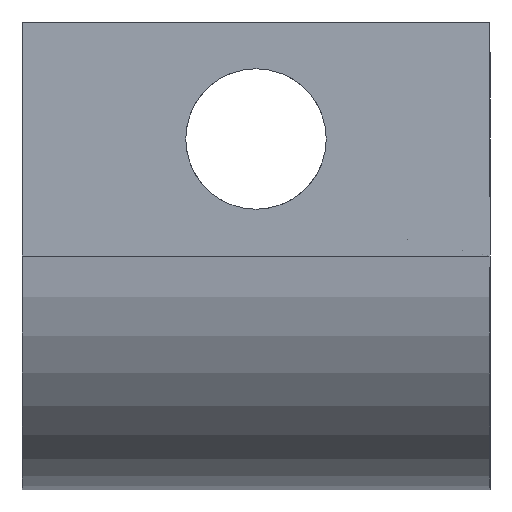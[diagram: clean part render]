
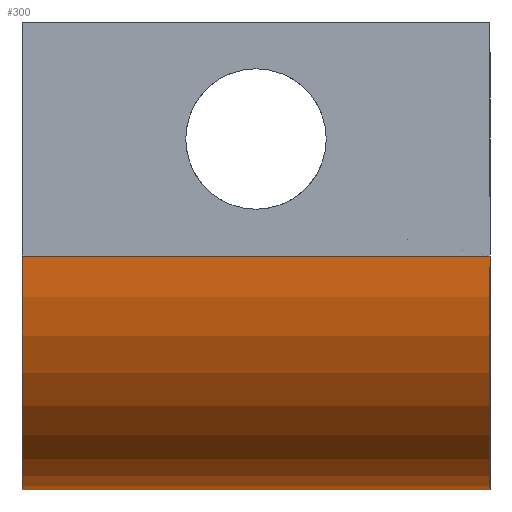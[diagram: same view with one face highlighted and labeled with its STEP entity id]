
A CAD part, front view. The second image highlights one B-rep face of the part: STEP entity #300.
In plain terms, the highlighted cylindrical face has radius 5 mm (diameter 10 mm), a partial arc.
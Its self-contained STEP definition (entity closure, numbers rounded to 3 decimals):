
#8 = VERTEX_POINT ( 'NONE', #422 ) ;
#16 = CARTESIAN_POINT ( 'NONE',  ( 0., -5., 5. ) ) ;
#127 = EDGE_CURVE ( 'NONE', #8, #498, #288, .T. ) ;
#141 = DIRECTION ( 'NONE',  ( 1., 0., 0. ) ) ;
#144 = AXIS2_PLACEMENT_3D ( 'NONE', #486, #222, #166 ) ;
#166 = DIRECTION ( 'NONE',  ( 0., 1., 0. ) ) ;
#172 = FACE_OUTER_BOUND ( 'NONE', #511, .T. ) ;
#185 = CYLINDRICAL_SURFACE ( 'NONE', #361, 5. ) ;
#187 = CARTESIAN_POINT ( 'NONE',  ( -5., -5., 0. ) ) ;
#194 = CARTESIAN_POINT ( 'NONE',  ( 5., -10., 5. ) ) ;
#222 = DIRECTION ( 'NONE',  ( -1., 0., 0. ) ) ;
#230 = EDGE_CURVE ( 'NONE', #275, #8, #637, .T. ) ;
#265 = ORIENTED_EDGE ( 'NONE', *, *, #376, .F. ) ;
#269 = CARTESIAN_POINT ( 'NONE',  ( 5., -5., 0. ) ) ;
#274 = VECTOR ( 'NONE', #141, 1000. ) ;
#275 = VERTEX_POINT ( 'NONE', #269 ) ;
#282 = DIRECTION ( 'NONE',  ( -1., 0., 0. ) ) ;
#288 = CIRCLE ( 'NONE', #144, 5. ) ;
#300 = ADVANCED_FACE ( 'NONE', ( #172 ), #185, .T. ) ;
#359 = CARTESIAN_POINT ( 'NONE',  ( -5., -10., 5. ) ) ;
#361 = AXIS2_PLACEMENT_3D ( 'NONE', #16, #282, #489 ) ;
#376 = EDGE_CURVE ( 'NONE', #498, #471, #510, .T. ) ;
#410 = DIRECTION ( 'NONE',  ( -1., 0., 0. ) ) ;
#414 = CIRCLE ( 'NONE', #575, 5. ) ;
#422 = CARTESIAN_POINT ( 'NONE',  ( -5., -5., 0. ) ) ;
#426 = EDGE_CURVE ( 'NONE', #471, #275, #414, .T. ) ;
#461 = ORIENTED_EDGE ( 'NONE', *, *, #426, .F. ) ;
#471 = VERTEX_POINT ( 'NONE', #501 ) ;
#486 = CARTESIAN_POINT ( 'NONE',  ( -5., -5., 5. ) ) ;
#489 = DIRECTION ( 'NONE',  ( 0., -1., 0. ) ) ;
#498 = VERTEX_POINT ( 'NONE', #359 ) ;
#501 = CARTESIAN_POINT ( 'NONE',  ( 5., -10., 5. ) ) ;
#503 = ORIENTED_EDGE ( 'NONE', *, *, #230, .F. ) ;
#509 = VECTOR ( 'NONE', #410, 1000. ) ;
#510 = LINE ( 'NONE', #194, #274 ) ;
#511 = EDGE_LOOP ( 'NONE', ( #577, #503, #461, #265 ) ) ;
#550 = DIRECTION ( 'NONE',  ( 0., 0., 1. ) ) ;
#575 = AXIS2_PLACEMENT_3D ( 'NONE', #650, #597, #550 ) ;
#577 = ORIENTED_EDGE ( 'NONE', *, *, #127, .F. ) ;
#597 = DIRECTION ( 'NONE',  ( 1., 0., 0. ) ) ;
#637 = LINE ( 'NONE', #187, #509 ) ;
#650 = CARTESIAN_POINT ( 'NONE',  ( 5., -5., 5. ) ) ;
